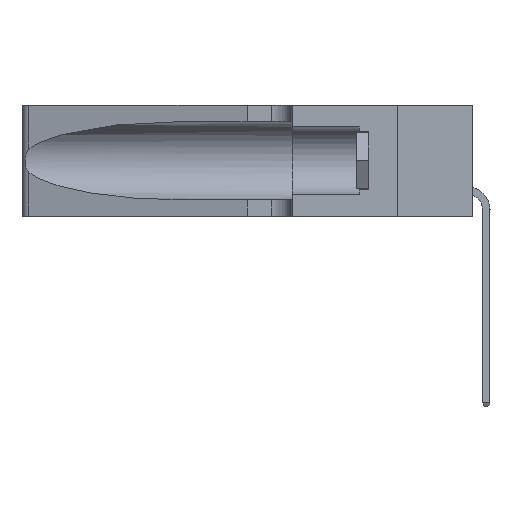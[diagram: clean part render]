
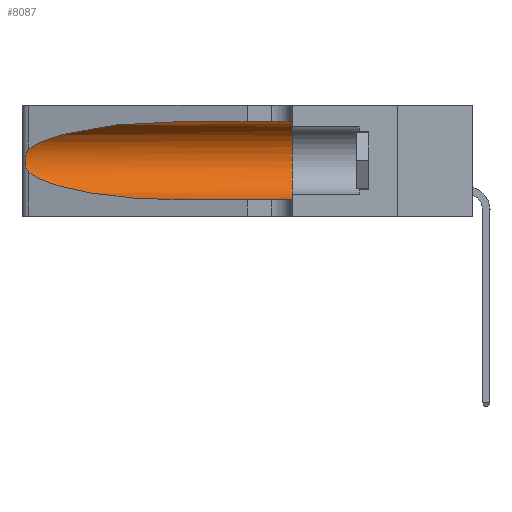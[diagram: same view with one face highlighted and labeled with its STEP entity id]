
A CAD part, left-side view. The second image highlights one B-rep face of the part: STEP entity #8087.
In plain terms, the highlighted cylindrical face has radius 3.308 mm (diameter 6.617 mm), a partial arc.
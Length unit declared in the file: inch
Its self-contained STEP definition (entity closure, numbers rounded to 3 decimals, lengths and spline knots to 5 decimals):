
#272 = ORIENTED_EDGE ( 'NONE', *, *, #22948, .T. ) ;
#302 = ORIENTED_EDGE ( 'NONE', *, *, #6848, .F. ) ;
#549 = CARTESIAN_POINT ( 'NONE',  ( 0.18966, 0.96281, 0.31525 ) ) ;
#915 = ORIENTED_EDGE ( 'NONE', *, *, #5990, .T. ) ;
#1298 = CARTESIAN_POINT ( 'NONE',  ( 0.1305, 0.72297, 0.05475 ) ) ;
#1341 = CARTESIAN_POINT ( 'NONE',  ( 0.25487, 1.22718, 0.22369 ) ) ;
#1604 = CARTESIAN_POINT ( 'NONE',  ( 0.1305, 1.61858, 0.31525 ) ) ;
#1989 =( BOUNDED_CURVE ( )  B_SPLINE_CURVE ( 3, ( #4876, #15424, #11891, #1298 ),
 .UNSPECIFIED., .F., .F. ) 
 B_SPLINE_CURVE_WITH_KNOTS ( ( 4, 4 ),
 ( 3.44316, 4.71239 ),
 .UNSPECIFIED. ) 
 CURVE ( )  GEOMETRIC_REPRESENTATION_ITEM ( )  RATIONAL_B_SPLINE_CURVE ( ( 1., 0.87, 0.87, 1. ) ) 
 REPRESENTATION_ITEM ( '' )  );
#2252 = CARTESIAN_POINT ( 'NONE',  ( 0.25487, 1.22718, 0.14631 ) ) ;
#2538 = CARTESIAN_POINT ( 'NONE',  ( 0.1305, 0.72297, 0.05475 ) ) ;
#2547 = CARTESIAN_POINT ( 'NONE',  ( 0.1305, 0.72297, 0.31525 ) ) ;
#3261 = VERTEX_POINT ( 'NONE', #21720 ) ;
#3721 = VERTEX_POINT ( 'NONE', #2538 ) ;
#3899 = VERTEX_POINT ( 'NONE', #10801 ) ;
#4006 = CARTESIAN_POINT ( 'NONE',  ( 0.25639, 1.23184, 0.21858 ) ) ;
#4223 = VECTOR ( 'NONE', #8313, 39.37008 ) ;
#4252 = CARTESIAN_POINT ( 'NONE',  ( 0.26075, 1.23896, 0.19203 ) ) ;
#4333 = CARTESIAN_POINT ( 'NONE',  ( 0.26018, 1.23835, 0.19895 ) ) ;
#4518 = CARTESIAN_POINT ( 'NONE',  ( 0.25487, 1.22718, 0.22369 ) ) ;
#4692 = CARTESIAN_POINT ( 'NONE',  ( 0.1305, 1.61858, 0.185 ) ) ;
#4824 = DIRECTION ( 'NONE',  ( 0., 0., 1. ) ) ;
#4876 = CARTESIAN_POINT ( 'NONE',  ( 0.25487, 1.22718, 0.14631 ) ) ;
#5448 = VERTEX_POINT ( 'NONE', #1341 ) ;
#5781 = ORIENTED_EDGE ( 'NONE', *, *, #9271, .F. ) ;
#5990 = EDGE_CURVE ( 'NONE', #23138, #3721, #1989, .T. ) ;
#6150 = CARTESIAN_POINT ( 'NONE',  ( 0.25856, 1.23593, 0.16098 ) ) ;
#6349 = EDGE_LOOP ( 'NONE', ( #272, #12417, #915, #16460, #5781, #302 ) ) ;
#6655 =( BOUNDED_CURVE ( )  B_SPLINE_CURVE ( 3, ( #2547, #549, #9758, #4518 ),
 .UNSPECIFIED., .F., .T. ) 
 B_SPLINE_CURVE_WITH_KNOTS ( ( 4, 4 ),
 ( 1.5708, 2.84003 ),
 .UNSPECIFIED. ) 
 CURVE ( )  GEOMETRIC_REPRESENTATION_ITEM ( )  RATIONAL_B_SPLINE_CURVE ( ( 1., 0.87, 0.87, 1. ) ) 
 REPRESENTATION_ITEM ( '' )  );
#6656 = CARTESIAN_POINT ( 'NONE',  ( 0.25487, 1.22718, 0.14631 ) ) ;
#6848 = EDGE_CURVE ( 'NONE', #16141, #3899, #12901, .T. ) ;
#7649 = CARTESIAN_POINT ( 'NONE',  ( 0.26017, 1.23833, 0.17102 ) ) ;
#8087 = ADVANCED_FACE ( 'NONE', ( #13430 ), #13707, .F. ) ;
#8313 = DIRECTION ( 'NONE',  ( 0., -1., 0. ) ) ;
#9179 = EDGE_CURVE ( 'NONE', #5448, #23138, #10829, .T. ) ;
#9271 = EDGE_CURVE ( 'NONE', #3899, #3261, #13925, .T. ) ;
#9536 = CARTESIAN_POINT ( 'NONE',  ( 0.26075, 1.23896, 0.178 ) ) ;
#9758 = CARTESIAN_POINT ( 'NONE',  ( 0.2373, 1.15595, 0.28018 ) ) ;
#10124 = DIRECTION ( 'NONE',  ( 0., 1., 0. ) ) ;
#10628 = DIRECTION ( 'NONE',  ( 0., -1., 0. ) ) ;
#10801 = CARTESIAN_POINT ( 'NONE',  ( 0.1305, 0.35, 0.31525 ) ) ;
#10829 = B_SPLINE_CURVE_WITH_KNOTS ( 'NONE', 3,
 ( #21865, #16732, #4006, #22014, #13302, #4333, #4252, #9536, #7649, #6150, #18546, #11252, #11485, #2252 ),
 .UNSPECIFIED., .F., .F.,
 ( 4, 2, 2, 2, 2, 2, 4 ),
 ( 0., 0.00027, 0.00053, 0.00107, 0.0016, 0.00187, 0.00214 ),
 .UNSPECIFIED. ) ;
#11252 = CARTESIAN_POINT ( 'NONE',  ( 0.25639, 1.23186, 0.15144 ) ) ;
#11485 = CARTESIAN_POINT ( 'NONE',  ( 0.25555, 1.22993, 0.14849 ) ) ;
#11739 = CARTESIAN_POINT ( 'NONE',  ( 0.1305, 1.61858, 0.05475 ) ) ;
#11891 = CARTESIAN_POINT ( 'NONE',  ( 0.18966, 0.96281, 0.05475 ) ) ;
#11937 = DIRECTION ( 'NONE',  ( 0., 0., -1. ) ) ;
#12417 = ORIENTED_EDGE ( 'NONE', *, *, #9179, .T. ) ;
#12659 = LINE ( 'NONE', #11739, #4223 ) ;
#12901 = LINE ( 'NONE', #1604, #23348 ) ;
#13302 = CARTESIAN_POINT ( 'NONE',  ( 0.25854, 1.2359, 0.20912 ) ) ;
#13430 = FACE_OUTER_BOUND ( 'NONE', #6349, .T. ) ;
#13707 = CYLINDRICAL_SURFACE ( 'NONE', #19116, 0.13025 ) ;
#13925 = CIRCLE ( 'NONE', #18679, 0.13025 ) ;
#14870 = EDGE_CURVE ( 'NONE', #3721, #3261, #12659, .T. ) ;
#15424 = CARTESIAN_POINT ( 'NONE',  ( 0.2373, 1.15595, 0.08982 ) ) ;
#15670 = CARTESIAN_POINT ( 'NONE',  ( 0.1305, 0.35, 0.185 ) ) ;
#16141 = VERTEX_POINT ( 'NONE', #22439 ) ;
#16460 = ORIENTED_EDGE ( 'NONE', *, *, #14870, .T. ) ;
#16732 = CARTESIAN_POINT ( 'NONE',  ( 0.25555, 1.22994, 0.2215 ) ) ;
#18546 = CARTESIAN_POINT ( 'NONE',  ( 0.25789, 1.23486, 0.15765 ) ) ;
#18679 = AXIS2_PLACEMENT_3D ( 'NONE', #15670, #10124, #4824 ) ;
#18905 = DIRECTION ( 'NONE',  ( 0., -1., 0. ) ) ;
#19116 = AXIS2_PLACEMENT_3D ( 'NONE', #4692, #18905, #11937 ) ;
#21720 = CARTESIAN_POINT ( 'NONE',  ( 0.1305, 0.35, 0.05475 ) ) ;
#21865 = CARTESIAN_POINT ( 'NONE',  ( 0.25487, 1.22718, 0.22369 ) ) ;
#22014 = CARTESIAN_POINT ( 'NONE',  ( 0.25787, 1.23484, 0.2124 ) ) ;
#22439 = CARTESIAN_POINT ( 'NONE',  ( 0.1305, 0.72297, 0.31525 ) ) ;
#22948 = EDGE_CURVE ( 'NONE', #16141, #5448, #6655, .T. ) ;
#23138 = VERTEX_POINT ( 'NONE', #6656 ) ;
#23348 = VECTOR ( 'NONE', #10628, 39.37008 ) ;
